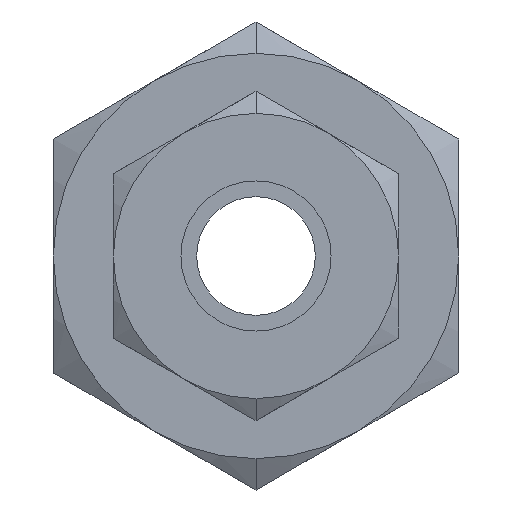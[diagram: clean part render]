
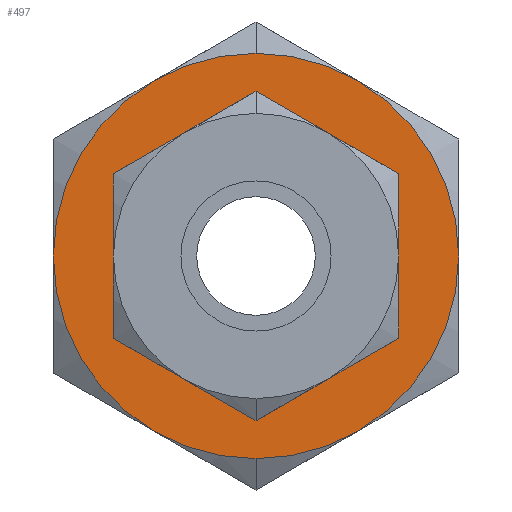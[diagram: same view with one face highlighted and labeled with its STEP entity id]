
A CAD part, left-side view. The second image highlights one B-rep face of the part: STEP entity #497.
In plain terms, the highlighted planar face has unit normal (-1, 0, 0).
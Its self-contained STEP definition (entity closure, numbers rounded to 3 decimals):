
#16 = CARTESIAN_POINT ( 'NONE',  ( 19.5, 0., -7.182 ) ) ;
#152 = CARTESIAN_POINT ( 'NONE',  ( 19.5, 0., 0. ) ) ;
#199 = ORIENTED_EDGE ( 'NONE', *, *, #1844, .T. ) ;
#250 = AXIS2_PLACEMENT_3D ( 'NONE', #152, #3926, #8246 ) ;
#406 = ORIENTED_EDGE ( 'NONE', *, *, #2011, .T. ) ;
#497 = ADVANCED_FACE ( 'NONE', ( #4156, #9296 ), #1988, .F. ) ;
#543 = AXIS2_PLACEMENT_3D ( 'NONE', #6475, #627, #2141 ) ;
#549 = CIRCLE ( 'NONE', #9160, 13.5 ) ;
#555 = CIRCLE ( 'NONE', #2571, 13.5 ) ;
#627 = DIRECTION ( 'NONE',  ( -1., 0., 0. ) ) ;
#660 = AXIS2_PLACEMENT_3D ( 'NONE', #5429, #8980, #7638 ) ;
#702 = AXIS2_PLACEMENT_3D ( 'NONE', #3547, #2720, #1168 ) ;
#839 = DIRECTION ( 'NONE',  ( -1., 0., 0. ) ) ;
#892 = DIRECTION ( 'NONE',  ( 0., -0.5, 0.866 ) ) ;
#1121 = CIRCLE ( 'NONE', #660, 7.182 ) ;
#1168 = DIRECTION ( 'NONE',  ( 0., -0.5, -0.866 ) ) ;
#1231 = VERTEX_POINT ( 'NONE', #5301 ) ;
#1465 = CARTESIAN_POINT ( 'NONE',  ( 19.5, 6.75, 11.691 ) ) ;
#1492 = CIRCLE ( 'NONE', #6730, 13.5 ) ;
#1602 = ORIENTED_EDGE ( 'NONE', *, *, #5297, .T. ) ;
#1664 = CARTESIAN_POINT ( 'NONE',  ( 19.5, 0., 7.182 ) ) ;
#1844 = EDGE_CURVE ( 'NONE', #2202, #3135, #6833, .T. ) ;
#1845 = VERTEX_POINT ( 'NONE', #3068 ) ;
#1965 = ORIENTED_EDGE ( 'NONE', *, *, #8051, .T. ) ;
#1988 = PLANE ( 'NONE',  #6073 ) ;
#2011 = EDGE_CURVE ( 'NONE', #3135, #2202, #1121, .T. ) ;
#2095 = CIRCLE ( 'NONE', #543, 13.5 ) ;
#2141 = DIRECTION ( 'NONE',  ( 0., 0., 1. ) ) ;
#2195 = DIRECTION ( 'NONE',  ( 0., 0., -1. ) ) ;
#2202 = VERTEX_POINT ( 'NONE', #16 ) ;
#2392 = VERTEX_POINT ( 'NONE', #4397 ) ;
#2442 = DIRECTION ( 'NONE',  ( -1., 0., 0. ) ) ;
#2535 = VERTEX_POINT ( 'NONE', #3195 ) ;
#2571 = AXIS2_PLACEMENT_3D ( 'NONE', #8649, #6394, #7064 ) ;
#2622 = VERTEX_POINT ( 'NONE', #5740 ) ;
#2720 = DIRECTION ( 'NONE',  ( -1., 0., 0. ) ) ;
#2882 = AXIS2_PLACEMENT_3D ( 'NONE', #3749, #839, #892 ) ;
#2928 = DIRECTION ( 'NONE',  ( 0., 0., -1. ) ) ;
#3006 = AXIS2_PLACEMENT_3D ( 'NONE', #9223, #3648, #2195 ) ;
#3068 = CARTESIAN_POINT ( 'NONE',  ( 19.5, -6.75, 11.691 ) ) ;
#3135 = VERTEX_POINT ( 'NONE', #1664 ) ;
#3195 = CARTESIAN_POINT ( 'NONE',  ( 19.5, 6.75, -11.691 ) ) ;
#3352 = VERTEX_POINT ( 'NONE', #8584 ) ;
#3547 = CARTESIAN_POINT ( 'NONE',  ( 19.5, 0., 0. ) ) ;
#3552 = ORIENTED_EDGE ( 'NONE', *, *, #7168, .T. ) ;
#3618 = ORIENTED_EDGE ( 'NONE', *, *, #8929, .T. ) ;
#3648 = DIRECTION ( 'NONE',  ( -1., 0., 0. ) ) ;
#3749 = CARTESIAN_POINT ( 'NONE',  ( 19.5, 0., 0. ) ) ;
#3926 = DIRECTION ( 'NONE',  ( -1., 0., 0. ) ) ;
#4156 = FACE_BOUND ( 'NONE', #8714, .T. ) ;
#4277 = CIRCLE ( 'NONE', #2882, 13.5 ) ;
#4394 = CIRCLE ( 'NONE', #3006, 13.5 ) ;
#4397 = CARTESIAN_POINT ( 'NONE',  ( 19.5, -13.5, 0. ) ) ;
#4511 = CARTESIAN_POINT ( 'NONE',  ( 19.5, -6.75, -11.691 ) ) ;
#4559 = CARTESIAN_POINT ( 'NONE',  ( 19.5, 0., 0. ) ) ;
#4835 = EDGE_CURVE ( 'NONE', #1231, #8842, #4394, .T. ) ;
#4927 = DIRECTION ( 'NONE',  ( 1., 0., 0. ) ) ;
#5297 = EDGE_CURVE ( 'NONE', #3352, #6150, #2095, .T. ) ;
#5301 = CARTESIAN_POINT ( 'NONE',  ( 19.5, 0., -13.5 ) ) ;
#5380 = CARTESIAN_POINT ( 'NONE',  ( 19.5, 0., 0. ) ) ;
#5429 = CARTESIAN_POINT ( 'NONE',  ( 19.5, 0., 0. ) ) ;
#5512 = DIRECTION ( 'NONE',  ( 0., 0.5, -0.866 ) ) ;
#5699 = ORIENTED_EDGE ( 'NONE', *, *, #7975, .T. ) ;
#5712 = ORIENTED_EDGE ( 'NONE', *, *, #8789, .T. ) ;
#5740 = CARTESIAN_POINT ( 'NONE',  ( 19.5, 13.5, 0. ) ) ;
#5760 = AXIS2_PLACEMENT_3D ( 'NONE', #4559, #7446, #2928 ) ;
#6073 = AXIS2_PLACEMENT_3D ( 'NONE', #6512, #4927, #7859 ) ;
#6150 = VERTEX_POINT ( 'NONE', #1465 ) ;
#6394 = DIRECTION ( 'NONE',  ( -1., 0., 0. ) ) ;
#6475 = CARTESIAN_POINT ( 'NONE',  ( 19.5, 0., 0. ) ) ;
#6512 = CARTESIAN_POINT ( 'NONE',  ( 19.5, 0., 0. ) ) ;
#6730 = AXIS2_PLACEMENT_3D ( 'NONE', #5380, #7726, #9073 ) ;
#6833 = CIRCLE ( 'NONE', #5760, 7.182 ) ;
#7064 = DIRECTION ( 'NONE',  ( 0., -1., 0. ) ) ;
#7092 = EDGE_CURVE ( 'NONE', #2535, #1231, #549, .T. ) ;
#7100 = ORIENTED_EDGE ( 'NONE', *, *, #4835, .T. ) ;
#7168 = EDGE_CURVE ( 'NONE', #8842, #2392, #9473, .T. ) ;
#7446 = DIRECTION ( 'NONE',  ( 1., 0., 0. ) ) ;
#7638 = DIRECTION ( 'NONE',  ( 0., 0., 1. ) ) ;
#7726 = DIRECTION ( 'NONE',  ( -1., 0., 0. ) ) ;
#7814 = ORIENTED_EDGE ( 'NONE', *, *, #7092, .T. ) ;
#7859 = DIRECTION ( 'NONE',  ( 0., 1., 0. ) ) ;
#7975 = EDGE_CURVE ( 'NONE', #2392, #1845, #555, .T. ) ;
#8051 = EDGE_CURVE ( 'NONE', #6150, #2622, #8710, .T. ) ;
#8246 = DIRECTION ( 'NONE',  ( 0., 0.5, 0.866 ) ) ;
#8255 = CARTESIAN_POINT ( 'NONE',  ( 19.5, 0., 0. ) ) ;
#8584 = CARTESIAN_POINT ( 'NONE',  ( 19.5, 0., 13.5 ) ) ;
#8614 = EDGE_LOOP ( 'NONE', ( #5712, #1602, #1965, #3618, #7814, #7100, #3552, #5699 ) ) ;
#8649 = CARTESIAN_POINT ( 'NONE',  ( 19.5, 0., 0. ) ) ;
#8710 = CIRCLE ( 'NONE', #250, 13.5 ) ;
#8714 = EDGE_LOOP ( 'NONE', ( #199, #406 ) ) ;
#8789 = EDGE_CURVE ( 'NONE', #1845, #3352, #4277, .T. ) ;
#8842 = VERTEX_POINT ( 'NONE', #4511 ) ;
#8929 = EDGE_CURVE ( 'NONE', #2622, #2535, #1492, .T. ) ;
#8980 = DIRECTION ( 'NONE',  ( 1., 0., 0. ) ) ;
#9073 = DIRECTION ( 'NONE',  ( 0., 1., 0. ) ) ;
#9160 = AXIS2_PLACEMENT_3D ( 'NONE', #8255, #2442, #5512 ) ;
#9223 = CARTESIAN_POINT ( 'NONE',  ( 19.5, 0., 0. ) ) ;
#9296 = FACE_OUTER_BOUND ( 'NONE', #8614, .T. ) ;
#9473 = CIRCLE ( 'NONE', #702, 13.5 ) ;
